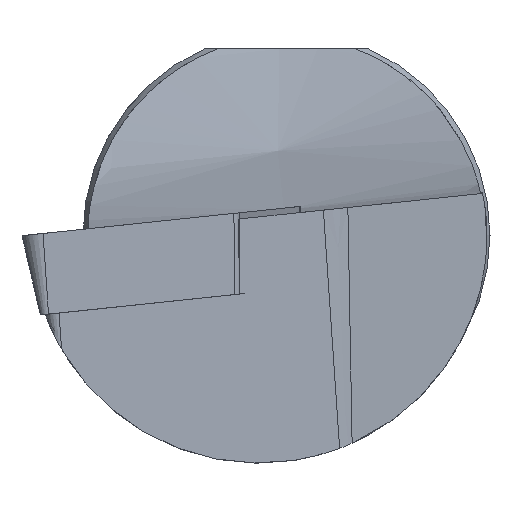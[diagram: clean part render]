
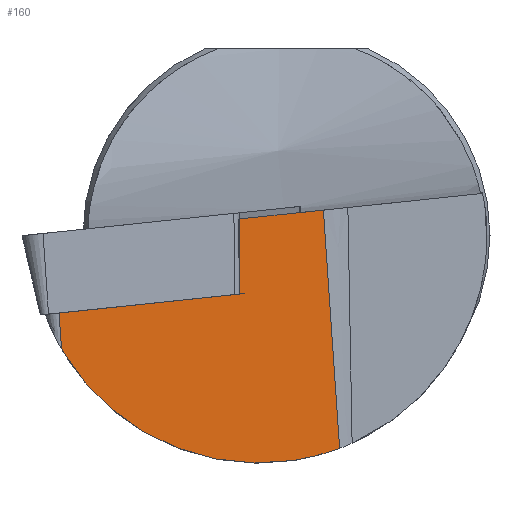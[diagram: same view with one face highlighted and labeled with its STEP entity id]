
A CAD part, left-side view. The second image highlights one B-rep face of the part: STEP entity #160.
In plain terms, the highlighted planar face has unit normal (-0.947, -0.308, -0.09).
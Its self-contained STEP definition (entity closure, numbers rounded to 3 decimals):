
#160=ADVANCED_FACE('',(#211),#194,.T.);
#194=PLANE('',#706);
#211=FACE_OUTER_BOUND('',#244,.T.);
#244=EDGE_LOOP('',(#312,#313,#314,#315,#316,#317));
#279=ELLIPSE('',#705,11.826,11.2);
#312=ORIENTED_EDGE('',*,*,#541,.F.);
#313=ORIENTED_EDGE('',*,*,#542,.F.);
#314=ORIENTED_EDGE('',*,*,#543,.F.);
#315=ORIENTED_EDGE('',*,*,#544,.T.);
#316=ORIENTED_EDGE('',*,*,#545,.T.);
#317=ORIENTED_EDGE('',*,*,#546,.F.);
#484=VERTEX_POINT('',#938);
#485=VERTEX_POINT('',#939);
#486=VERTEX_POINT('',#941);
#487=VERTEX_POINT('',#943);
#488=VERTEX_POINT('',#945);
#489=VERTEX_POINT('',#947);
#541=EDGE_CURVE('',#484,#485,#625,.T.);
#542=EDGE_CURVE('',#486,#484,#626,.T.);
#543=EDGE_CURVE('',#487,#486,#627,.T.);
#544=EDGE_CURVE('',#487,#488,#279,.T.);
#545=EDGE_CURVE('',#488,#489,#628,.T.);
#546=EDGE_CURVE('',#485,#489,#629,.T.);
#625=LINE('',#937,#665);
#626=LINE('',#940,#666);
#627=LINE('',#942,#667);
#628=LINE('',#946,#668);
#629=LINE('',#948,#669);
#665=VECTOR('',#771,1.);
#666=VECTOR('',#772,1.);
#667=VECTOR('',#773,1.);
#668=VECTOR('',#776,1.);
#669=VECTOR('',#777,1.);
#705=AXIS2_PLACEMENT_3D('',#944,#774,#775);
#706=AXIS2_PLACEMENT_3D('',#949,#778,#779);
#771=DIRECTION('',(-0.097,0.007,0.995));
#772=DIRECTION('',(0.299,-0.949,0.1));
#773=DIRECTION('',(-0.116,0.067,0.991));
#774=DIRECTION('',(-0.947,-0.308,-0.09));
#775=DIRECTION('',(0.321,-0.909,-0.266));
#776=DIRECTION('',(-0.116,0.067,0.991));
#777=DIRECTION('',(0.299,-0.949,0.1));
#778=DIRECTION('',(-0.947,-0.308,-0.09));
#779=DIRECTION('',(-0.309,0.951,0.));
#937=CARTESIAN_POINT('',(3.234,2.344,0.49));
#938=CARTESIAN_POINT('',(3.565,2.32,-2.895));
#939=CARTESIAN_POINT('',(3.205,2.347,0.792));
#940=CARTESIAN_POINT('',(0.773,11.175,-3.826));
#941=CARTESIAN_POINT('',(0.773,11.175,-3.826));
#942=CARTESIAN_POINT('',(0.308,11.445,0.138));
#943=CARTESIAN_POINT('',(0.98,11.054,-5.592));
#944=CARTESIAN_POINT('',(3.605,1.35,0.));
#945=CARTESIAN_POINT('',(5.89,-2.611,-10.476));
#946=CARTESIAN_POINT('',(4.482,-1.793,1.529));
#947=CARTESIAN_POINT('',(4.517,-1.814,1.229));
#948=CARTESIAN_POINT('',(0.343,11.424,-0.162));
#949=CARTESIAN_POINT('',(0.308,11.445,0.138));
